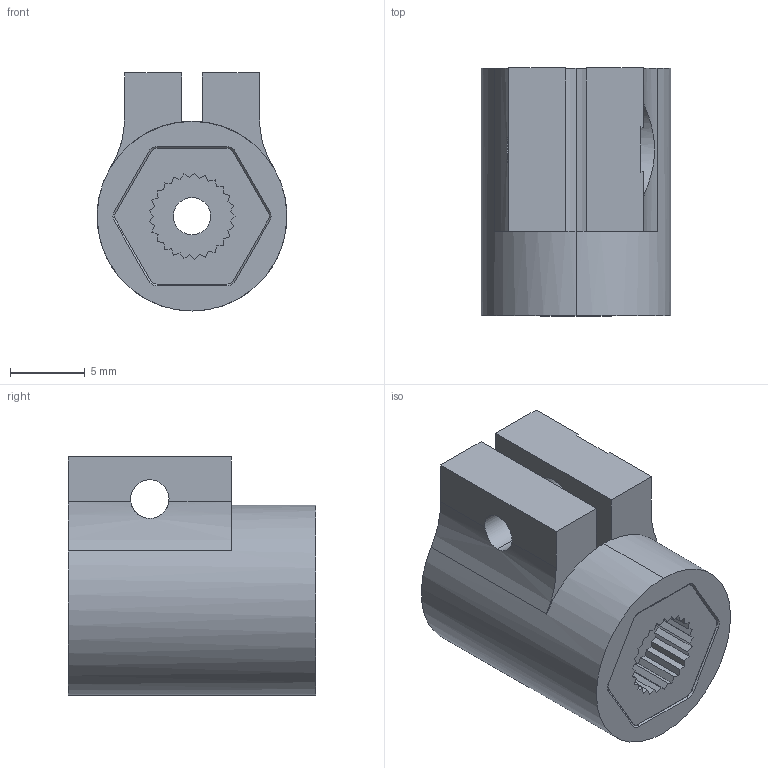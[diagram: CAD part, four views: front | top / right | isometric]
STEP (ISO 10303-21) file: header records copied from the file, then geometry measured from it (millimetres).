
FILE_DESCRIPTION (( 'STEP AP203' ), '1' );
FILE_NAME ('FSA5MM assembly.STEP', '2014-07-24T13:34:01', ( 'Kyle' ), ( 'Microsoft' ), 'SwSTEP 2.0', 'SolidWorks 2014', '' );
FILE_SCHEMA (( 'CONFIG_CONTROL_DESIGN' ));
Length unit declared in the file: inch
Products named in the file (3): HSA5MM; FSA5MM assembly; FSA insert
Assembly tree (2 placements, depth 2):
  FSA5MM assembly
    FSA insert
    HSA5MM
Bounding box: 12.7 x 16.57 x 15.94 mm (x, y, z)
Volume: 1992.6 mm3; surface area: 1795.2 mm2
Topology: 2 solids, 2 shells, 117 faces, 324 edges, 210 vertices
Faces by surface type: plane 84, cylinder 25, cone 8
Entity records: 4065 total; most frequent: CARTESIAN_POINT 703, ORIENTED_EDGE 648, DIRECTION 628, EDGE_CURVE 324, LINE 258, VECTOR 258, VERTEX_POINT 210, AXIS2_PLACEMENT_3D 185
